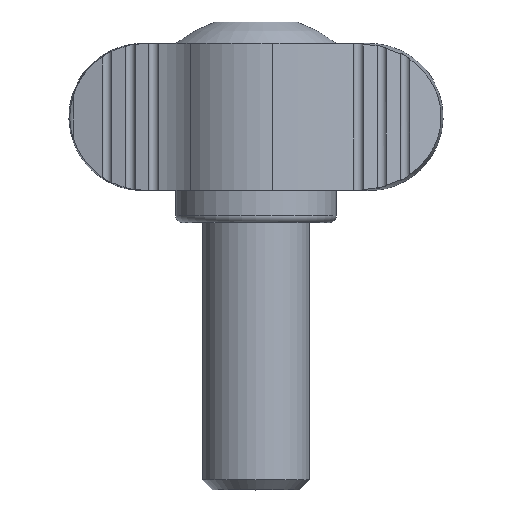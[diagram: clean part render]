
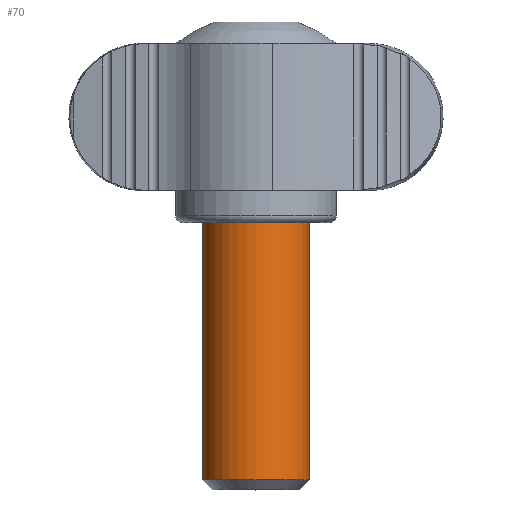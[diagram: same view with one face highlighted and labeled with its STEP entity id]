
A CAD part, top view. The second image highlights one B-rep face of the part: STEP entity #70.
In plain terms, the highlighted cylindrical face has radius 4 mm (diameter 8 mm), a full revolution.
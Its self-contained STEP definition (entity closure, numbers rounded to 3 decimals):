
#70 = ADVANCED_FACE( '', ( #179, #180 ), #181, .T. );
#179 = FACE_OUTER_BOUND( '', #332, .T. );
#180 = FACE_OUTER_BOUND( '', #333, .T. );
#181 = CYLINDRICAL_SURFACE( '', #334, 4. );
#332 = EDGE_LOOP( '', ( #479 ) );
#333 = EDGE_LOOP( '', ( #480 ) );
#334 = AXIS2_PLACEMENT_3D( '', #481, #482, #483 );
#479 = ORIENTED_EDGE( '', *, *, #895, .F. );
#480 = ORIENTED_EDGE( '', *, *, #896, .T. );
#481 = CARTESIAN_POINT( '', ( 0., -20., 0. ) );
#482 = DIRECTION( '', ( 0., 1., 0. ) );
#483 = DIRECTION( '', ( 0., 0., -1. ) );
#895 = EDGE_CURVE( '', #1057, #1057, #1058, .T. );
#896 = EDGE_CURVE( '', #1059, #1059, #1060, .F. );
#1057 = VERTEX_POINT( '', #1299 );
#1058 = CIRCLE( '', #1300, 4. );
#1059 = VERTEX_POINT( '', #1301 );
#1060 = CIRCLE( '', #1302, 4. );
#1299 = CARTESIAN_POINT( '', ( 0., -19.233, -4. ) );
#1300 = AXIS2_PLACEMENT_3D( '', #1916, #1917, #1918 );
#1301 = CARTESIAN_POINT( '', ( 0., 0., 4. ) );
#1302 = AXIS2_PLACEMENT_3D( '', #1919, #1920, #1921 );
#1916 = CARTESIAN_POINT( '', ( 0., -19.233, 0. ) );
#1917 = DIRECTION( '', ( 0., -1., 0. ) );
#1918 = DIRECTION( '', ( 0., 0., -1. ) );
#1919 = CARTESIAN_POINT( '', ( 0., 0., 0. ) );
#1920 = DIRECTION( '', ( 0., 1., 0. ) );
#1921 = DIRECTION( '', ( 0., 0., 1. ) );
